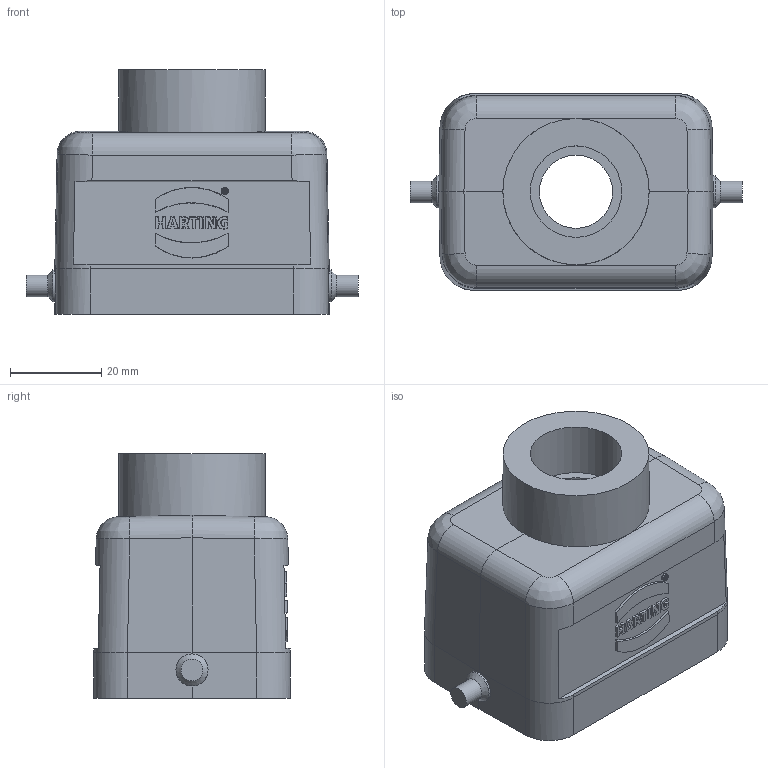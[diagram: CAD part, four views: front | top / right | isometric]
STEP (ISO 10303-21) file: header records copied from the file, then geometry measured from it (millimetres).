
FILE_DESCRIPTION(/* description */ (''),/* implementation_level */ '2;1');
FILE_NAME(/* name */ '100095235ugm000_g.stp',/* time_stamp */ '2019-11-07T09:53:56+01:00',/* author */ (''),/* organization */ (''),/* preprocessor_version */ 'ST-DEVELOPER v16.7',/* originating_system */ 'SIEMENS PLM Software NX 12.0',/* authorisation */ '');
FILE_SCHEMA (('AUTOMOTIVE_DESIGN { 1 0 10303 214 3 1 1 1 }'));
Length unit declared in the file: millimetre
Products named in the file (1): 100095235ugm000_g
Bounding box: 72.6 x 43 x 53.5 mm (x, y, z)
Volume: 36395.8 mm3; surface area: 21270.4 mm2
Topology: 1 solids, 1 shells, 189 faces, 486 edges, 322 vertices
Faces by surface type: plane 136, cylinder 33, bspline 16, cone 4
Full cylindrical faces by diameter (mm): 3 x4, 4.8 x2, 7 x2, 16 x1, 20 x1, 32 x1
Entity records: 8043 total; most frequent: CARTESIAN_POINT 2250, ORIENTED_EDGE 924, DIRECTION 841, EDGE_CURVE 462, LINE 335, VECTOR 335, VERTEX_POINT 311, AXIS2_PLACEMENT_3D 253
